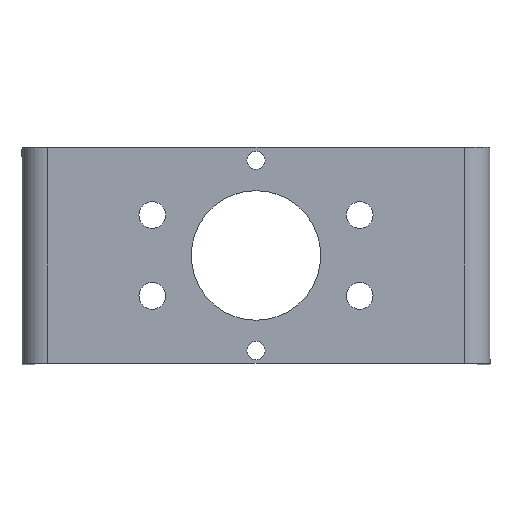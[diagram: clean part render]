
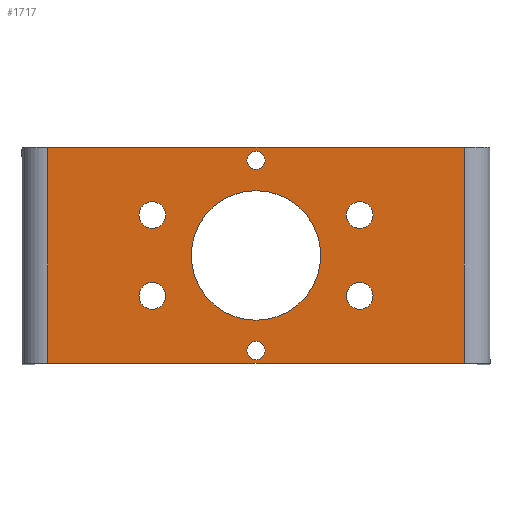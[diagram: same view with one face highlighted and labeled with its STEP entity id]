
A CAD part, top view. The second image highlights one B-rep face of the part: STEP entity #1717.
In plain terms, the highlighted planar face has unit normal (0, 0, 1).
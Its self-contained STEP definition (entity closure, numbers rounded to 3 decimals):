
#97=FACE_BOUND('',#387,.T.);
#98=FACE_BOUND('',#388,.T.);
#99=FACE_BOUND('',#389,.T.);
#100=FACE_BOUND('',#390,.T.);
#101=FACE_BOUND('',#391,.T.);
#102=FACE_BOUND('',#392,.T.);
#103=FACE_BOUND('',#393,.T.);
#143=PLANE('',#1939);
#221=FACE_OUTER_BOUND('',#386,.T.);
#386=EDGE_LOOP('',(#1508,#1509,#1510,#1511));
#387=EDGE_LOOP('',(#1512));
#388=EDGE_LOOP('',(#1513));
#389=EDGE_LOOP('',(#1514));
#390=EDGE_LOOP('',(#1515));
#391=EDGE_LOOP('',(#1516));
#392=EDGE_LOOP('',(#1517));
#393=EDGE_LOOP('',(#1518));
#501=LINE('',#2866,#598);
#509=LINE('',#2890,#606);
#511=LINE('',#2897,#608);
#516=LINE('',#2907,#613);
#598=VECTOR('',#2389,10.);
#606=VECTOR('',#2417,10.);
#608=VECTOR('',#2425,4.32);
#613=VECTOR('',#2440,10.);
#701=CIRCLE('',#1861,3.1);
#703=CIRCLE('',#1864,3.1);
#705=CIRCLE('',#1867,3.1);
#707=CIRCLE('',#1870,2.1);
#709=CIRCLE('',#1873,3.1);
#711=CIRCLE('',#1876,2.1);
#713=CIRCLE('',#1879,15.);
#831=VERTEX_POINT('',#2720);
#833=VERTEX_POINT('',#2726);
#835=VERTEX_POINT('',#2732);
#837=VERTEX_POINT('',#2738);
#839=VERTEX_POINT('',#2744);
#841=VERTEX_POINT('',#2750);
#843=VERTEX_POINT('',#2756);
#882=VERTEX_POINT('',#2863);
#883=VERTEX_POINT('',#2865);
#888=VERTEX_POINT('',#2888);
#889=VERTEX_POINT('',#2889);
#1017=EDGE_CURVE('',#831,#831,#701,.T.);
#1020=EDGE_CURVE('',#833,#833,#703,.T.);
#1023=EDGE_CURVE('',#835,#835,#705,.T.);
#1026=EDGE_CURVE('',#837,#837,#707,.T.);
#1029=EDGE_CURVE('',#839,#839,#709,.T.);
#1032=EDGE_CURVE('',#841,#841,#711,.T.);
#1035=EDGE_CURVE('',#843,#843,#713,.T.);
#1089=EDGE_CURVE('',#883,#882,#501,.T.);
#1100=EDGE_CURVE('',#888,#889,#509,.T.);
#1104=EDGE_CURVE('',#889,#883,#511,.T.);
#1111=EDGE_CURVE('',#882,#888,#516,.T.);
#1508=ORIENTED_EDGE('',*,*,#1089,.T.);
#1509=ORIENTED_EDGE('',*,*,#1111,.T.);
#1510=ORIENTED_EDGE('',*,*,#1100,.T.);
#1511=ORIENTED_EDGE('',*,*,#1104,.T.);
#1512=ORIENTED_EDGE('',*,*,#1017,.T.);
#1513=ORIENTED_EDGE('',*,*,#1020,.T.);
#1514=ORIENTED_EDGE('',*,*,#1023,.T.);
#1515=ORIENTED_EDGE('',*,*,#1026,.T.);
#1516=ORIENTED_EDGE('',*,*,#1029,.T.);
#1517=ORIENTED_EDGE('',*,*,#1032,.T.);
#1518=ORIENTED_EDGE('',*,*,#1035,.T.);
#1717=ADVANCED_FACE('',(#221,#97,#98,#99,#100,#101,#102,#103),#143,.T.);
#1861=AXIS2_PLACEMENT_3D('',#2721,#2237,#2238);
#1864=AXIS2_PLACEMENT_3D('',#2727,#2244,#2245);
#1867=AXIS2_PLACEMENT_3D('',#2733,#2251,#2252);
#1870=AXIS2_PLACEMENT_3D('',#2739,#2258,#2259);
#1873=AXIS2_PLACEMENT_3D('',#2745,#2265,#2266);
#1876=AXIS2_PLACEMENT_3D('',#2751,#2272,#2273);
#1879=AXIS2_PLACEMENT_3D('',#2757,#2279,#2280);
#1939=AXIS2_PLACEMENT_3D('',#2909,#2443,#2444);
#2237=DIRECTION('center_axis',(0.,0.,
-1.));
#2238=DIRECTION('ref_axis',(-1.,0.,0.));
#2244=DIRECTION('center_axis',(0.,0.,
-1.));
#2245=DIRECTION('ref_axis',(-1.,0.,0.));
#2251=DIRECTION('center_axis',(0.,0.,
-1.));
#2252=DIRECTION('ref_axis',(-1.,0.,0.));
#2258=DIRECTION('center_axis',(0.,0.,
-1.));
#2259=DIRECTION('ref_axis',(-1.,0.,0.));
#2265=DIRECTION('center_axis',(0.,0.,
-1.));
#2266=DIRECTION('ref_axis',(-1.,0.,0.));
#2272=DIRECTION('center_axis',(0.,0.,
-1.));
#2273=DIRECTION('ref_axis',(-1.,0.,0.));
#2279=DIRECTION('center_axis',(0.,0.,
-1.));
#2280=DIRECTION('ref_axis',(-1.,0.,0.));
#2389=DIRECTION('',(0.,-1.,0.));
#2417=DIRECTION('',(0.,1.,0.));
#2425=DIRECTION('',(-1.,0.,0.));
#2440=DIRECTION('',(1.,0.,0.));
#2443=DIRECTION('center_axis',(0.,0.,
1.));
#2444=DIRECTION('ref_axis',(1.,0.,0.));
#2720=CARTESIAN_POINT('',(21.345,9.343,156.241));
#2721=CARTESIAN_POINT('Origin',(18.245,9.343,156.241));
#2726=CARTESIAN_POINT('',(-26.655,-9.343,156.241));
#2727=CARTESIAN_POINT('Origin',(-29.755,-9.343,156.241));
#2732=CARTESIAN_POINT('',(21.345,-9.343,156.241));
#2733=CARTESIAN_POINT('Origin',(18.245,-9.343,156.241));
#2738=CARTESIAN_POINT('',(-3.655,22.,156.241));
#2739=CARTESIAN_POINT('Origin',(-5.755,22.,156.241));
#2744=CARTESIAN_POINT('',(-26.655,9.343,156.241));
#2745=CARTESIAN_POINT('Origin',(-29.755,9.343,156.241));
#2750=CARTESIAN_POINT('',(-3.655,-22.,156.241));
#2751=CARTESIAN_POINT('Origin',(-5.755,-22.,156.241));
#2756=CARTESIAN_POINT('',(9.245,0.,156.241));
#2757=CARTESIAN_POINT('Origin',(-5.755,0.,156.241));
#2863=CARTESIAN_POINT('',(-53.927,-25.,156.241));
#2865=CARTESIAN_POINT('',(-53.927,25.,156.241));
#2866=CARTESIAN_POINT('',(-53.927,-12.5,156.241));
#2888=CARTESIAN_POINT('',(42.417,-25.,156.241));
#2889=CARTESIAN_POINT('',(42.417,25.,156.241));
#2890=CARTESIAN_POINT('',(42.417,0.,156.241));
#2897=CARTESIAN_POINT('',(55.989,25.,156.241));
#2907=CARTESIAN_POINT('',(42.417,-25.,156.241));
#2909=CARTESIAN_POINT('Origin',(-5.362,0.,156.241));
